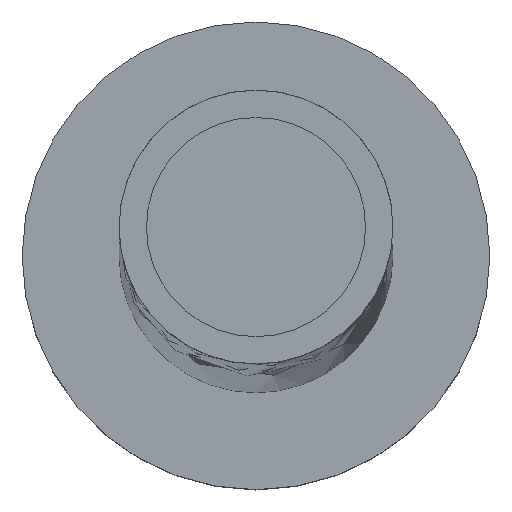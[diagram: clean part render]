
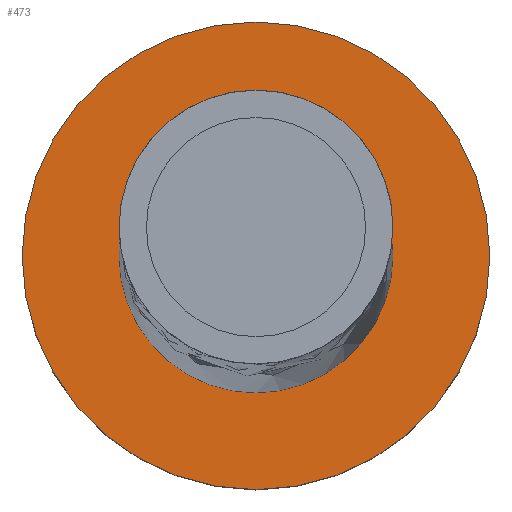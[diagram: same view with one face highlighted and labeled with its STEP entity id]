
A CAD part, top view. The second image highlights one B-rep face of the part: STEP entity #473.
In plain terms, the highlighted planar face has unit normal (0, 0, 1).
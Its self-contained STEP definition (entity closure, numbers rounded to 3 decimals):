
#34 = AXIS2_PLACEMENT_3D ( 'NONE', #1978, #1879, #792 ) ;
#118 = VERTEX_POINT ( 'NONE', #1514 ) ;
#226 = EDGE_CURVE ( 'NONE', #522, #1507, #1280, .T. ) ;
#303 = EDGE_CURVE ( 'NONE', #1507, #522, #896, .T. ) ;
#387 = DIRECTION ( 'NONE',  ( 0., 0., 1. ) ) ;
#401 = ORIENTED_EDGE ( 'NONE', *, *, #226, .F. ) ;
#428 = CARTESIAN_POINT ( 'NONE',  ( 4.1, 0., 5. ) ) ;
#437 = ORIENTED_EDGE ( 'NONE', *, *, #454, .T. ) ;
#454 = EDGE_CURVE ( 'NONE', #118, #1773, #953, .T. ) ;
#473 = ADVANCED_FACE ( 'NONE', ( #1958, #1508 ), #730, .T. ) ;
#522 = VERTEX_POINT ( 'NONE', #428 ) ;
#533 = DIRECTION ( 'NONE',  ( 1., 0., 0. ) ) ;
#668 = AXIS2_PLACEMENT_3D ( 'NONE', #1377, #1356, #1345 ) ;
#730 = PLANE ( 'NONE',  #668 ) ;
#792 = DIRECTION ( 'NONE',  ( 1., 0., 0. ) ) ;
#804 = EDGE_LOOP ( 'NONE', ( #1028, #401 ) ) ;
#811 = CARTESIAN_POINT ( 'NONE',  ( 0., 0., 5. ) ) ;
#842 = AXIS2_PLACEMENT_3D ( 'NONE', #1434, #1122, #1876 ) ;
#896 = CIRCLE ( 'NONE', #34, 4.1 ) ;
#953 = CIRCLE ( 'NONE', #1719, 7. ) ;
#1001 = CIRCLE ( 'NONE', #842, 7. ) ;
#1028 = ORIENTED_EDGE ( 'NONE', *, *, #303, .F. ) ;
#1042 = DIRECTION ( 'NONE',  ( 0., 0., 1. ) ) ;
#1056 = EDGE_CURVE ( 'NONE', #1773, #118, #1001, .T. ) ;
#1122 = DIRECTION ( 'NONE',  ( 0., 0., 1. ) ) ;
#1265 = CARTESIAN_POINT ( 'NONE',  ( -7., 0., 5. ) ) ;
#1280 = CIRCLE ( 'NONE', #1751, 4.1 ) ;
#1345 = DIRECTION ( 'NONE',  ( 1., 0., 0. ) ) ;
#1356 = DIRECTION ( 'NONE',  ( 0., 0., 1. ) ) ;
#1377 = CARTESIAN_POINT ( 'NONE',  ( 0., 0., 5. ) ) ;
#1434 = CARTESIAN_POINT ( 'NONE',  ( 0., 0., 5. ) ) ;
#1507 = VERTEX_POINT ( 'NONE', #1822 ) ;
#1508 = FACE_OUTER_BOUND ( 'NONE', #1803, .T. ) ;
#1514 = CARTESIAN_POINT ( 'NONE',  ( 7., 0., 5. ) ) ;
#1648 = ORIENTED_EDGE ( 'NONE', *, *, #1056, .T. ) ;
#1650 = DIRECTION ( 'NONE',  ( 1., 0., 0. ) ) ;
#1719 = AXIS2_PLACEMENT_3D ( 'NONE', #1820, #1042, #1650 ) ;
#1751 = AXIS2_PLACEMENT_3D ( 'NONE', #811, #387, #533 ) ;
#1773 = VERTEX_POINT ( 'NONE', #1265 ) ;
#1803 = EDGE_LOOP ( 'NONE', ( #1648, #437 ) ) ;
#1820 = CARTESIAN_POINT ( 'NONE',  ( 0., 0., 5. ) ) ;
#1822 = CARTESIAN_POINT ( 'NONE',  ( -4.1, 0., 5. ) ) ;
#1876 = DIRECTION ( 'NONE',  ( 1., 0., 0. ) ) ;
#1879 = DIRECTION ( 'NONE',  ( 0., 0., 1. ) ) ;
#1958 = FACE_BOUND ( 'NONE', #804, .T. ) ;
#1978 = CARTESIAN_POINT ( 'NONE',  ( 0., 0., 5. ) ) ;
